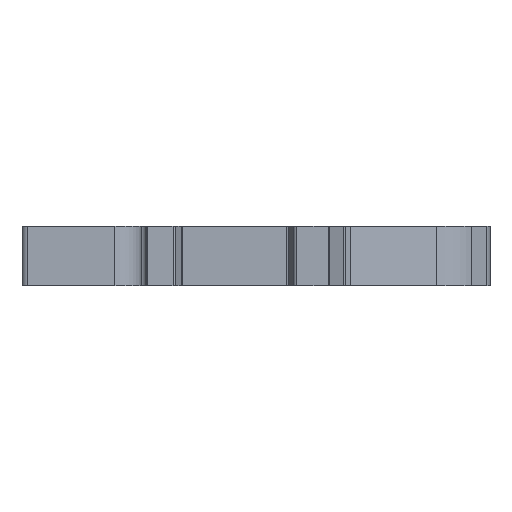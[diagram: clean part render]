
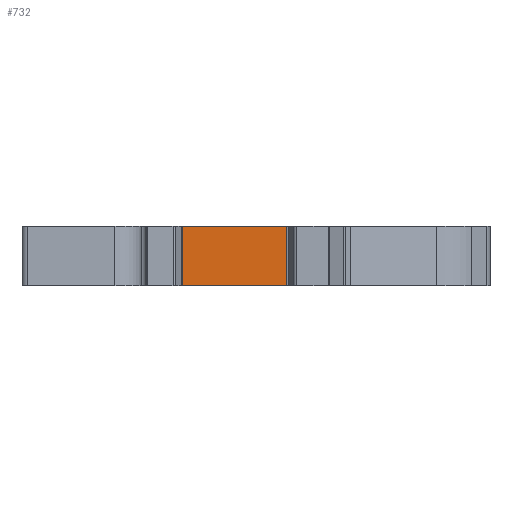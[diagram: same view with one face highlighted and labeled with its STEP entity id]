
A CAD part, front view. The second image highlights one B-rep face of the part: STEP entity #732.
In plain terms, the highlighted planar face has unit normal (0, -1, 0).
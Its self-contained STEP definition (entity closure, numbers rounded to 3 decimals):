
#102 = AXIS2_PLACEMENT_3D ( 'NONE', #1784, #4531, #679 ) ;
#106 = LINE ( 'NONE', #2936, #5820 ) ;
#546 = LINE ( 'NONE', #6001, #1831 ) ;
#679 = DIRECTION ( 'NONE',  ( -1., 0., 0. ) ) ;
#728 = VERTEX_POINT ( 'NONE', #6778 ) ;
#732 = ADVANCED_FACE ( 'NONE', ( #6341 ), #5651, .F. ) ;
#918 = EDGE_CURVE ( 'NONE', #5958, #728, #546, .T. ) ;
#1139 = VECTOR ( 'NONE', #2611, 1000. ) ;
#1328 = EDGE_LOOP ( 'NONE', ( #6486, #5436, #4212, #1776 ) ) ;
#1776 = ORIENTED_EDGE ( 'NONE', *, *, #4687, .T. ) ;
#1784 = CARTESIAN_POINT ( 'NONE',  ( -8.746, 0., 10. ) ) ;
#1831 = VECTOR ( 'NONE', #3814, 1000. ) ;
#2397 = VERTEX_POINT ( 'NONE', #4832 ) ;
#2611 = DIRECTION ( 'NONE',  ( 0., 0., -1. ) ) ;
#2614 = LINE ( 'NONE', #7045, #1139 ) ;
#2907 = DIRECTION ( 'NONE',  ( 1., 0., 0. ) ) ;
#2936 = CARTESIAN_POINT ( 'NONE',  ( 8.746, 0., 10. ) ) ;
#3324 = EDGE_CURVE ( 'NONE', #728, #4937, #106, .T. ) ;
#3383 = VECTOR ( 'NONE', #2907, 1000. ) ;
#3495 = DIRECTION ( 'NONE',  ( 0., 0., -1. ) ) ;
#3814 = DIRECTION ( 'NONE',  ( 1., 0., 0. ) ) ;
#4212 = ORIENTED_EDGE ( 'NONE', *, *, #918, .F. ) ;
#4283 = CARTESIAN_POINT ( 'NONE',  ( 8.746, 0., 0. ) ) ;
#4531 = DIRECTION ( 'NONE',  ( 0., 1., 0. ) ) ;
#4687 = EDGE_CURVE ( 'NONE', #5958, #2397, #2614, .T. ) ;
#4832 = CARTESIAN_POINT ( 'NONE',  ( -8.746, 0., 0. ) ) ;
#4937 = VERTEX_POINT ( 'NONE', #4283 ) ;
#5256 = EDGE_CURVE ( 'NONE', #2397, #4937, #5980, .T. ) ;
#5436 = ORIENTED_EDGE ( 'NONE', *, *, #3324, .F. ) ;
#5651 = PLANE ( 'NONE',  #102 ) ;
#5679 = CARTESIAN_POINT ( 'NONE',  ( -8.746, 0., 0. ) ) ;
#5820 = VECTOR ( 'NONE', #3495, 1000. ) ;
#5958 = VERTEX_POINT ( 'NONE', #6916 ) ;
#5980 = LINE ( 'NONE', #5679, #3383 ) ;
#6001 = CARTESIAN_POINT ( 'NONE',  ( -8.746, 0., 10. ) ) ;
#6341 = FACE_OUTER_BOUND ( 'NONE', #1328, .T. ) ;
#6486 = ORIENTED_EDGE ( 'NONE', *, *, #5256, .T. ) ;
#6778 = CARTESIAN_POINT ( 'NONE',  ( 8.746, 0., 10. ) ) ;
#6916 = CARTESIAN_POINT ( 'NONE',  ( -8.746, 0., 10. ) ) ;
#7045 = CARTESIAN_POINT ( 'NONE',  ( -8.746, 0., 10. ) ) ;
